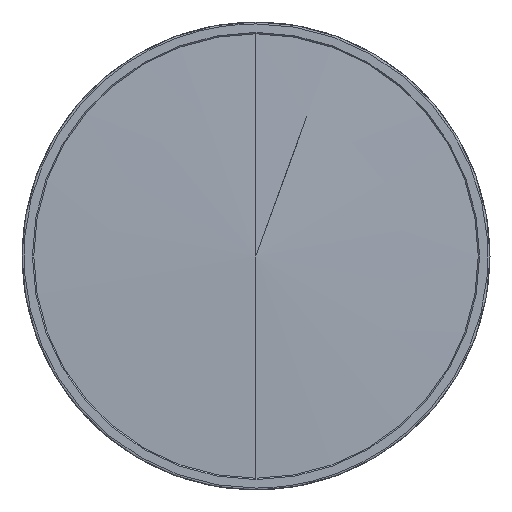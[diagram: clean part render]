
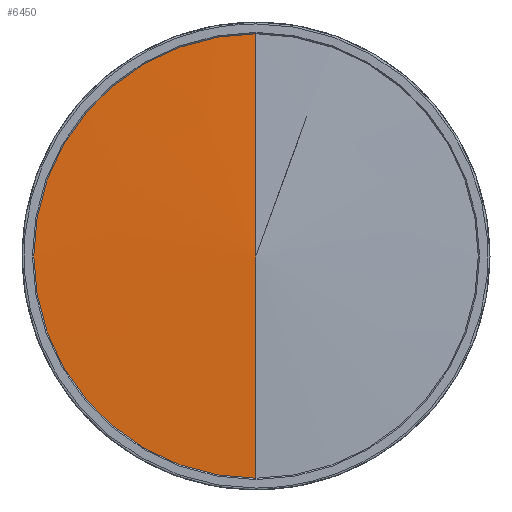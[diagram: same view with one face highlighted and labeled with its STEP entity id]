
A CAD part, left-side view. The second image highlights one B-rep face of the part: STEP entity #6450.
In plain terms, the highlighted conical face has half-angle 88.114 degrees and reference radius 173.64 mm.
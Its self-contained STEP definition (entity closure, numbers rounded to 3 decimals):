
#152 = DIRECTION ( 'NONE',  ( 0., 0., -1. ) ) ;
#190 = ORIENTED_EDGE ( 'NONE', *, *, #4243, .T. ) ;
#242 = LINE ( 'NONE', #4505, #3419 ) ;
#579 = VERTEX_POINT ( 'NONE', #3588 ) ;
#920 = CARTESIAN_POINT ( 'NONE',  ( 5.718, 0., 0. ) ) ;
#921 = CARTESIAN_POINT ( 'NONE',  ( 0., 0., 0. ) ) ;
#1041 = EDGE_CURVE ( 'NONE', #3289, #1689, #8497, .T. ) ;
#1406 = CARTESIAN_POINT ( 'NONE',  ( 5.598, 0., 170. ) ) ;
#1689 = VERTEX_POINT ( 'NONE', #1406 ) ;
#1799 = EDGE_CURVE ( 'NONE', #9500, #579, #242, .T. ) ;
#1959 = CARTESIAN_POINT ( 'NONE',  ( 5.598, 170., 0. ) ) ;
#2550 = DIRECTION ( 'NONE',  ( 0., 0., -1. ) ) ;
#2749 = ORIENTED_EDGE ( 'NONE', *, *, #8672, .F. ) ;
#2827 = ORIENTED_EDGE ( 'NONE', *, *, #1799, .F. ) ;
#3061 = CARTESIAN_POINT ( 'NONE',  ( 5.598, 0., 0. ) ) ;
#3209 = DIRECTION ( 'NONE',  ( 1., 0., 0. ) ) ;
#3289 = VERTEX_POINT ( 'NONE', #1959 ) ;
#3419 = VECTOR ( 'NONE', #7675, 1000. ) ;
#3555 = AXIS2_PLACEMENT_3D ( 'NONE', #7659, #7031, #2550 ) ;
#3588 = CARTESIAN_POINT ( 'NONE',  ( 5.598, 0., -170. ) ) ;
#3728 = AXIS2_PLACEMENT_3D ( 'NONE', #3061, #6906, #152 ) ;
#3760 = ORIENTED_EDGE ( 'NONE', *, *, #1041, .F. ) ;
#4243 = EDGE_CURVE ( 'NONE', #9500, #1689, #8844, .T. ) ;
#4364 = CARTESIAN_POINT ( 'NONE',  ( 5.718, 0., 173.64 ) ) ;
#4505 = CARTESIAN_POINT ( 'NONE',  ( 5.718, 0., -173.64 ) ) ;
#4619 = CONICAL_SURFACE ( 'NONE', #8848, 173.64, 1.538 ) ;
#4769 = DIRECTION ( 'NONE',  ( 0., 0., -1. ) ) ;
#6390 = FACE_OUTER_BOUND ( 'NONE', #9680, .T. ) ;
#6450 = ADVANCED_FACE ( 'NONE', ( #6390 ), #4619, .T. ) ;
#6906 = DIRECTION ( 'NONE',  ( 1., 0., 0. ) ) ;
#7031 = DIRECTION ( 'NONE',  ( 1., 0., 0. ) ) ;
#7659 = CARTESIAN_POINT ( 'NONE',  ( 5.598, 0., 0. ) ) ;
#7675 = DIRECTION ( 'NONE',  ( 0.033, 0., -0.999 ) ) ;
#8497 = CIRCLE ( 'NONE', #3555, 170. ) ;
#8672 = EDGE_CURVE ( 'NONE', #579, #3289, #9194, .T. ) ;
#8844 = LINE ( 'NONE', #4364, #9560 ) ;
#8848 = AXIS2_PLACEMENT_3D ( 'NONE', #920, #3209, #4769 ) ;
#9194 = CIRCLE ( 'NONE', #3728, 170. ) ;
#9500 = VERTEX_POINT ( 'NONE', #921 ) ;
#9560 = VECTOR ( 'NONE', #9588, 1000. ) ;
#9588 = DIRECTION ( 'NONE',  ( 0.033, 0., 0.999 ) ) ;
#9680 = EDGE_LOOP ( 'NONE', ( #2827, #190, #3760, #2749 ) ) ;
